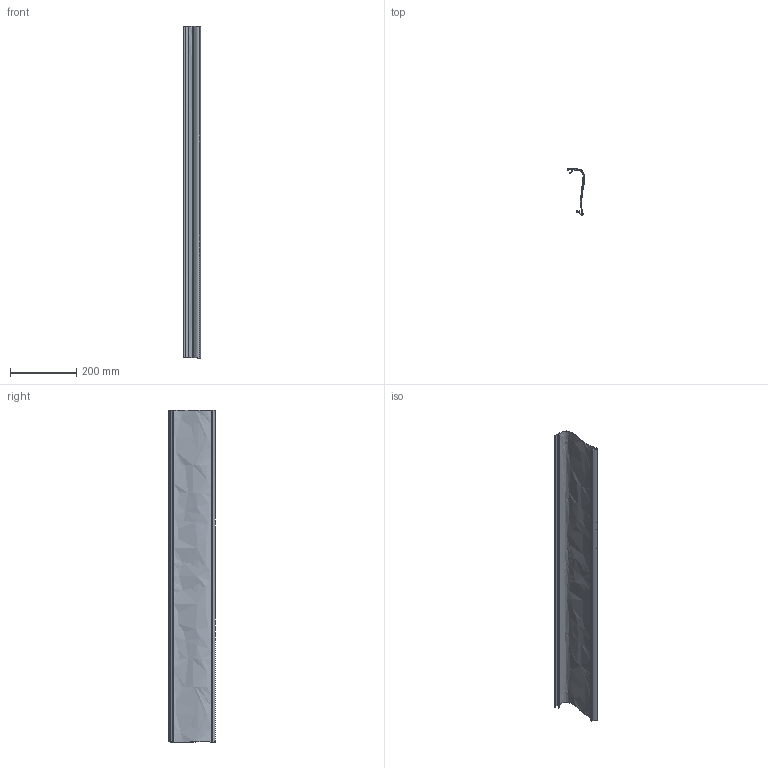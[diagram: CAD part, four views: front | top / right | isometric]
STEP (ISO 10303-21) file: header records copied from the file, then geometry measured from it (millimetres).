
FILE_DESCRIPTION(/* description */ (''),/* implementation_level */ '2;1');
FILE_NAME(/* name */ '6115825',/* time_stamp */ '2016-05-04T09:30:59+02:00',/* author */ (''),/* organization */ (''),/* preprocessor_version */ 'ST-DEVELOPER v15',/* originating_system */ '',/* authorisation */ '');
FILE_SCHEMA (('CONFIG_CONTROL_DESIGN'));
Length unit declared in the file: millimetre
Products named in the file (1): Document
Bounding box: 51.52 x 139.7 x 1000 mm (x, y, z)
Volume: 451402.7 mm3; surface area: 445432.2 mm2
Topology: 1 solids, 1 shells, 25 faces, 69 edges, 46 vertices
Faces by surface type: bspline 23, plane 2
Entity records: 4954 total; most frequent: CARTESIAN_POINT 4528, ORIENTED_EDGE 138, EDGE_CURVE 69, VERTEX_POINT 46, ADVANCED_FACE 25, FACE_OUTER_BOUND 25, EDGE_LOOP 25, ORGANIZATION 7
